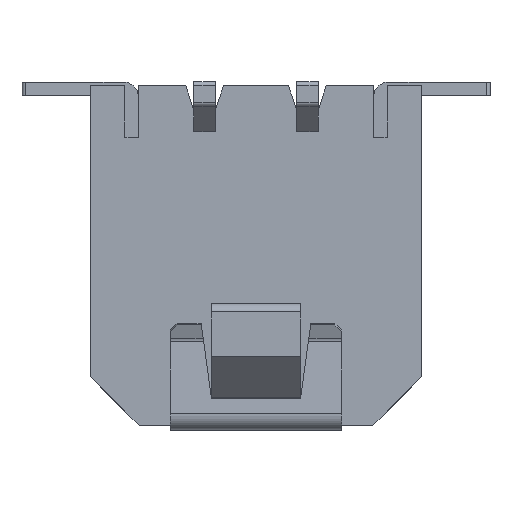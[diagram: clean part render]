
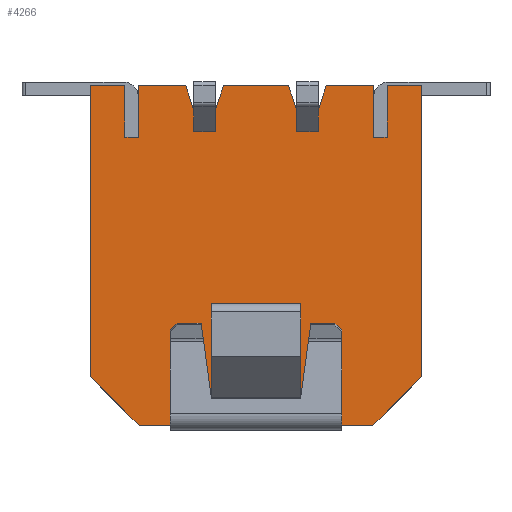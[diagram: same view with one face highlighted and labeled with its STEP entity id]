
A CAD part, top view. The second image highlights one B-rep face of the part: STEP entity #4266.
In plain terms, the highlighted planar face has unit normal (0, 0, 1).
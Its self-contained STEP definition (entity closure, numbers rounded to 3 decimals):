
#215=ORIENTED_EDGE('',*,*,#1478,.T.);
#216=ORIENTED_EDGE('',*,*,#1479,.T.);
#217=ORIENTED_EDGE('',*,*,#1480,.F.);
#218=ORIENTED_EDGE('',*,*,#1481,.F.);
#219=ORIENTED_EDGE('',*,*,#1482,.T.);
#220=ORIENTED_EDGE('',*,*,#1483,.T.);
#221=ORIENTED_EDGE('',*,*,#1470,.T.);
#222=ORIENTED_EDGE('',*,*,#1484,.T.);
#223=ORIENTED_EDGE('',*,*,#1485,.T.);
#224=ORIENTED_EDGE('',*,*,#1486,.T.);
#225=ORIENTED_EDGE('',*,*,#1487,.T.);
#226=ORIENTED_EDGE('',*,*,#1488,.T.);
#227=ORIENTED_EDGE('',*,*,#1489,.T.);
#228=ORIENTED_EDGE('',*,*,#1490,.F.);
#229=ORIENTED_EDGE('',*,*,#1491,.F.);
#230=ORIENTED_EDGE('',*,*,#1492,.F.);
#231=ORIENTED_EDGE('',*,*,#1493,.T.);
#232=ORIENTED_EDGE('',*,*,#1494,.F.);
#233=ORIENTED_EDGE('',*,*,#1495,.F.);
#234=ORIENTED_EDGE('',*,*,#1496,.F.);
#235=ORIENTED_EDGE('',*,*,#1497,.T.);
#236=ORIENTED_EDGE('',*,*,#1498,.T.);
#237=ORIENTED_EDGE('',*,*,#1499,.T.);
#238=ORIENTED_EDGE('',*,*,#1500,.T.);
#239=ORIENTED_EDGE('',*,*,#1501,.T.);
#240=ORIENTED_EDGE('',*,*,#1502,.T.);
#241=ORIENTED_EDGE('',*,*,#1476,.T.);
#242=ORIENTED_EDGE('',*,*,#1503,.T.);
#243=ORIENTED_EDGE('',*,*,#1504,.T.);
#244=ORIENTED_EDGE('',*,*,#1449,.T.);
#1449=EDGE_CURVE('',#2078,#2080,#2493,.T.);
#1470=EDGE_CURVE('',#2101,#2102,#2514,.T.);
#1476=EDGE_CURVE('',#2108,#2107,#2520,.T.);
#1478=EDGE_CURVE('',#2109,#2110,#2522,.T.);
#1479=EDGE_CURVE('',#2110,#2111,#2523,.T.);
#1480=EDGE_CURVE('',#2112,#2111,#2524,.T.);
#1481=EDGE_CURVE('',#2109,#2112,#2525,.T.);
#1482=EDGE_CURVE('',#2080,#2113,#2526,.T.);
#1483=EDGE_CURVE('',#2113,#2101,#2527,.T.);
#1484=EDGE_CURVE('',#2102,#2114,#2528,.T.);
#1485=EDGE_CURVE('',#2114,#2115,#2529,.T.);
#1486=EDGE_CURVE('',#2115,#2116,#2530,.T.);
#1487=EDGE_CURVE('',#2116,#2117,#2531,.T.);
#1488=EDGE_CURVE('',#2117,#2118,#2532,.T.);
#1489=EDGE_CURVE('',#2118,#2119,#2533,.T.);
#1490=EDGE_CURVE('',#2120,#2119,#2534,.T.);
#1491=EDGE_CURVE('',#2121,#2120,#2535,.T.);
#1492=EDGE_CURVE('',#2122,#2121,#2536,.T.);
#1493=EDGE_CURVE('',#2122,#2123,#2537,.T.);
#1494=EDGE_CURVE('',#2124,#2123,#2538,.T.);
#1495=EDGE_CURVE('',#2125,#2124,#2539,.T.);
#1496=EDGE_CURVE('',#2126,#2125,#2540,.T.);
#1497=EDGE_CURVE('',#2126,#2127,#2541,.T.);
#1498=EDGE_CURVE('',#2127,#2128,#2542,.T.);
#1499=EDGE_CURVE('',#2128,#2129,#2543,.T.);
#1500=EDGE_CURVE('',#2129,#2130,#2544,.T.);
#1501=EDGE_CURVE('',#2130,#2131,#2545,.T.);
#1502=EDGE_CURVE('',#2131,#2108,#2546,.T.);
#1503=EDGE_CURVE('',#2107,#2132,#2547,.T.);
#1504=EDGE_CURVE('',#2132,#2078,#2548,.T.);
#2078=VERTEX_POINT('',#6269);
#2080=VERTEX_POINT('',#6273);
#2101=VERTEX_POINT('',#6322);
#2102=VERTEX_POINT('',#6323);
#2107=VERTEX_POINT('',#6334);
#2108=VERTEX_POINT('',#6336);
#2109=VERTEX_POINT('',#6340);
#2110=VERTEX_POINT('',#6341);
#2111=VERTEX_POINT('',#6343);
#2112=VERTEX_POINT('',#6345);
#2113=VERTEX_POINT('',#6348);
#2114=VERTEX_POINT('',#6351);
#2115=VERTEX_POINT('',#6353);
#2116=VERTEX_POINT('',#6355);
#2117=VERTEX_POINT('',#6357);
#2118=VERTEX_POINT('',#6359);
#2119=VERTEX_POINT('',#6361);
#2120=VERTEX_POINT('',#6363);
#2121=VERTEX_POINT('',#6365);
#2122=VERTEX_POINT('',#6367);
#2123=VERTEX_POINT('',#6369);
#2124=VERTEX_POINT('',#6371);
#2125=VERTEX_POINT('',#6373);
#2126=VERTEX_POINT('',#6375);
#2127=VERTEX_POINT('',#6377);
#2128=VERTEX_POINT('',#6379);
#2129=VERTEX_POINT('',#6381);
#2130=VERTEX_POINT('',#6383);
#2131=VERTEX_POINT('',#6385);
#2132=VERTEX_POINT('',#6388);
#2493=LINE('',#6274,#3071);
#2514=LINE('',#6321,#3092);
#2520=LINE('',#6335,#3098);
#2522=LINE('',#6339,#3100);
#2523=LINE('',#6342,#3101);
#2524=LINE('',#6344,#3102);
#2525=LINE('',#6346,#3103);
#2526=LINE('',#6347,#3104);
#2527=LINE('',#6349,#3105);
#2528=LINE('',#6350,#3106);
#2529=LINE('',#6352,#3107);
#2530=LINE('',#6354,#3108);
#2531=LINE('',#6356,#3109);
#2532=LINE('',#6358,#3110);
#2533=LINE('',#6360,#3111);
#2534=LINE('',#6362,#3112);
#2535=LINE('',#6364,#3113);
#2536=LINE('',#6366,#3114);
#2537=LINE('',#6368,#3115);
#2538=LINE('',#6370,#3116);
#2539=LINE('',#6372,#3117);
#2540=LINE('',#6374,#3118);
#2541=LINE('',#6376,#3119);
#2542=LINE('',#6378,#3120);
#2543=LINE('',#6380,#3121);
#2544=LINE('',#6382,#3122);
#2545=LINE('',#6384,#3123);
#2546=LINE('',#6386,#3124);
#2547=LINE('',#6387,#3125);
#2548=LINE('',#6389,#3126);
#3071=VECTOR('',#5083,1000.);
#3092=VECTOR('',#5116,1000.);
#3098=VECTOR('',#5124,1000.);
#3100=VECTOR('',#5128,1000.);
#3101=VECTOR('',#5129,1000.);
#3102=VECTOR('',#5130,1000.);
#3103=VECTOR('',#5131,1000.);
#3104=VECTOR('',#5132,1000.);
#3105=VECTOR('',#5133,1000.);
#3106=VECTOR('',#5134,1000.);
#3107=VECTOR('',#5135,1000.);
#3108=VECTOR('',#5136,1000.);
#3109=VECTOR('',#5137,1000.);
#3110=VECTOR('',#5138,1000.);
#3111=VECTOR('',#5139,1000.);
#3112=VECTOR('',#5140,1000.);
#3113=VECTOR('',#5141,1000.);
#3114=VECTOR('',#5142,1000.);
#3115=VECTOR('',#5143,1000.);
#3116=VECTOR('',#5144,1000.);
#3117=VECTOR('',#5145,1000.);
#3118=VECTOR('',#5146,1000.);
#3119=VECTOR('',#5147,1000.);
#3120=VECTOR('',#5148,1000.);
#3121=VECTOR('',#5149,1000.);
#3122=VECTOR('',#5150,1000.);
#3123=VECTOR('',#5151,1000.);
#3124=VECTOR('',#5152,1000.);
#3125=VECTOR('',#5153,1000.);
#3126=VECTOR('',#5154,1000.);
#3611=EDGE_LOOP('',(#215,#216,#217,#218));
#3612=EDGE_LOOP('',(#219,#220,#221,#222,#223,#224,#225,#226,#227,#228,#229,
#230,#231,#232,#233,#234,#235,#236,#237,#238,#239,#240,#241,#242,#243,#244));
#3841=FACE_BOUND('',#3611,.T.);
#3842=FACE_BOUND('',#3612,.T.);
#4070=PLANE('',#4743);
#4266=ADVANCED_FACE('',(#3841,#3842),#4070,.T.);
#4743=AXIS2_PLACEMENT_3D('',#6338,#5126,#5127);
#5083=DIRECTION('',(-1.,0.,0.));
#5116=DIRECTION('',(-1.,0.,0.));
#5124=DIRECTION('',(-1.,0.,0.));
#5126=DIRECTION('',(0.,0.,1.));
#5127=DIRECTION('',(0.,-1.,0.));
#5128=DIRECTION('',(0.,-1.,0.));
#5129=DIRECTION('',(-1.,0.,0.));
#5130=DIRECTION('',(0.,-1.,0.));
#5131=DIRECTION('',(-1.,0.,0.));
#5132=DIRECTION('',(0.,1.,0.));
#5133=DIRECTION('',(-0.312,0.95,0.));
#5134=DIRECTION('',(-0.312,-0.95,0.));
#5135=DIRECTION('',(0.,-1.,0.));
#5136=DIRECTION('',(-1.,0.,0.));
#5137=DIRECTION('',(0.,1.,0.));
#5138=DIRECTION('',(-0.312,0.95,0.));
#5139=DIRECTION('',(-1.,0.,0.));
#5140=DIRECTION('',(0.,1.,0.));
#5141=DIRECTION('',(1.,0.,0.));
#5142=DIRECTION('',(0.,-1.,0.));
#5143=DIRECTION('',(-1.,0.,0.));
#5144=DIRECTION('',(0.,1.,0.));
#5145=DIRECTION('',(-0.707,0.707,0.));
#5146=DIRECTION('',(-1.,0.,0.));
#5147=DIRECTION('',(0.707,0.707,0.));
#5148=DIRECTION('',(0.,1.,0.));
#5149=DIRECTION('',(-1.,0.,0.));
#5150=DIRECTION('',(0.,-1.,0.));
#5151=DIRECTION('',(-1.,0.,0.));
#5152=DIRECTION('',(0.,1.,0.));
#5153=DIRECTION('',(-0.312,-0.95,0.));
#5154=DIRECTION('',(0.,-1.,0.));
#6269=CARTESIAN_POINT('',(1.82,3.61,2.185));
#6273=CARTESIAN_POINT('',(1.18,3.61,2.185));
#6274=CARTESIAN_POINT('',(1.82,3.61,2.185));
#6321=CARTESIAN_POINT('',(4.825,4.95,2.185));
#6322=CARTESIAN_POINT('',(0.95,4.95,2.185));
#6323=CARTESIAN_POINT('',(-0.95,4.95,2.185));
#6334=CARTESIAN_POINT('',(2.05,4.95,2.185));
#6335=CARTESIAN_POINT('',(4.825,4.95,2.185));
#6336=CARTESIAN_POINT('',(3.425,4.95,2.185));
#6338=CARTESIAN_POINT('',(4.825,-4.95,2.185));
#6339=CARTESIAN_POINT('',(1.3,-4.15,2.185));
#6340=CARTESIAN_POINT('',(1.3,-1.4,2.185));
#6341=CARTESIAN_POINT('',(1.3,-4.15,2.185));
#6342=CARTESIAN_POINT('',(1.3,-4.15,2.185));
#6343=CARTESIAN_POINT('',(-1.3,-4.15,2.185));
#6344=CARTESIAN_POINT('',(-1.3,-4.15,2.185));
#6345=CARTESIAN_POINT('',(-1.3,-1.4,2.185));
#6346=CARTESIAN_POINT('',(1.3,-1.4,2.185));
#6347=CARTESIAN_POINT('',(1.18,3.61,2.185));
#6348=CARTESIAN_POINT('',(1.18,4.25,2.185));
#6349=CARTESIAN_POINT('',(1.18,4.25,2.185));
#6350=CARTESIAN_POINT('',(-1.18,4.25,2.185));
#6351=CARTESIAN_POINT('',(-1.18,4.25,2.185));
#6352=CARTESIAN_POINT('',(-1.18,4.25,2.185));
#6353=CARTESIAN_POINT('',(-1.18,3.61,2.185));
#6354=CARTESIAN_POINT('',(-1.18,3.61,2.185));
#6355=CARTESIAN_POINT('',(-1.82,3.61,2.185));
#6356=CARTESIAN_POINT('',(-1.82,3.61,2.185));
#6357=CARTESIAN_POINT('',(-1.82,4.25,2.185));
#6358=CARTESIAN_POINT('',(-1.82,4.25,2.185));
#6359=CARTESIAN_POINT('',(-2.05,4.95,2.185));
#6360=CARTESIAN_POINT('',(4.825,4.95,2.185));
#6361=CARTESIAN_POINT('',(-3.425,4.95,2.185));
#6362=CARTESIAN_POINT('',(-3.425,3.45,2.185));
#6363=CARTESIAN_POINT('',(-3.425,3.45,2.185));
#6364=CARTESIAN_POINT('',(-3.825,3.45,2.185));
#6365=CARTESIAN_POINT('',(-3.825,3.45,2.185));
#6366=CARTESIAN_POINT('',(-3.825,4.95,2.185));
#6367=CARTESIAN_POINT('',(-3.825,4.95,2.185));
#6368=CARTESIAN_POINT('',(4.825,4.95,2.185));
#6369=CARTESIAN_POINT('',(-4.825,4.95,2.185));
#6370=CARTESIAN_POINT('',(-4.825,-4.95,2.185));
#6371=CARTESIAN_POINT('',(-4.825,-3.536,2.185));
#6372=CARTESIAN_POINT('',(-3.411,-4.95,2.185));
#6373=CARTESIAN_POINT('',(-3.411,-4.95,2.185));
#6374=CARTESIAN_POINT('',(4.825,-4.95,2.185));
#6375=CARTESIAN_POINT('',(3.411,-4.95,2.185));
#6376=CARTESIAN_POINT('',(3.411,-4.95,2.185));
#6377=CARTESIAN_POINT('',(4.825,-3.536,2.185));
#6378=CARTESIAN_POINT('',(4.825,-4.95,2.185));
#6379=CARTESIAN_POINT('',(4.825,4.95,2.185));
#6380=CARTESIAN_POINT('',(4.825,4.95,2.185));
#6381=CARTESIAN_POINT('',(3.825,4.95,2.185));
#6382=CARTESIAN_POINT('',(3.825,4.95,2.185));
#6383=CARTESIAN_POINT('',(3.825,3.45,2.185));
#6384=CARTESIAN_POINT('',(3.825,3.45,2.185));
#6385=CARTESIAN_POINT('',(3.425,3.45,2.185));
#6386=CARTESIAN_POINT('',(3.425,3.45,2.185));
#6387=CARTESIAN_POINT('',(1.82,4.25,2.185));
#6388=CARTESIAN_POINT('',(1.82,4.25,2.185));
#6389=CARTESIAN_POINT('',(1.82,4.25,2.185));
